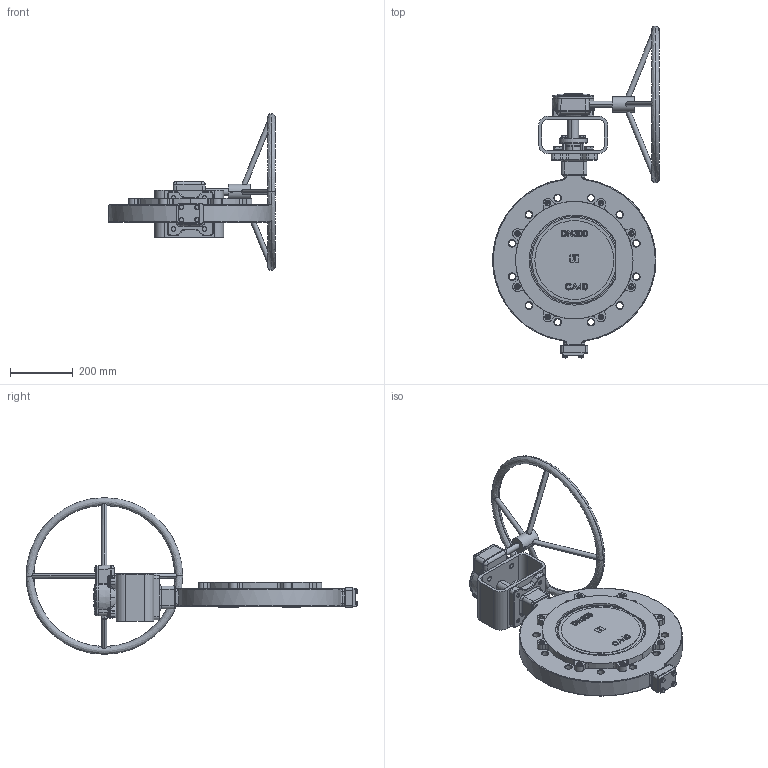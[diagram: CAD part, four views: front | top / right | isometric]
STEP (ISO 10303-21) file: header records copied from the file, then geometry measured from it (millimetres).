
FILE_DESCRIPTION (( 'STEP AP214' ), '1' );
FILE_NAME ('5590T3003_40.STEP', '2024-04-15T10:04:16', ( '' ), ( '' ), 'SwSTEP 2.0', 'SolidWorks 2022', '' );
FILE_SCHEMA (( 'AUTOMOTIVE_DESIGN' ));
Length unit declared in the file: millimetre
Products named in the file (1): 5590T3003_40
Bounding box: 531.9 x 1059.4 x 500 mm (x, y, z)
Volume: 14889272.2 mm3; surface area: 1390829.9 mm2
Topology: 21 solids, 75 shells, 4680 faces, 11699 edges, 7401 vertices
Faces by surface type: plane 1902, bspline 1272, cylinder 816, cone 564, torus 122, sphere 4
Entity records: 273675 total; most frequent: CARTESIAN_POINT 119967, ORIENTED_EDGE 23214, DIRECTION 17762, EDGE_CURVE 11607, VERTEX_POINT 7401, AXIS2_PLACEMENT_3D 5963, LINE 5836, VECTOR 5836
